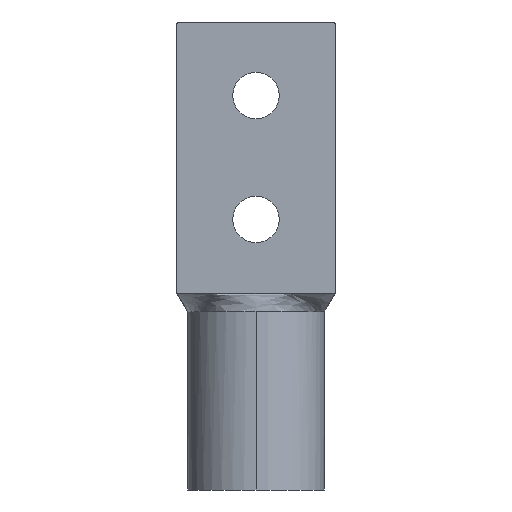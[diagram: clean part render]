
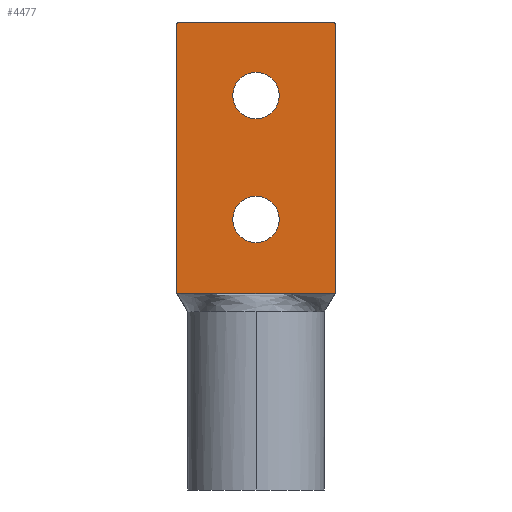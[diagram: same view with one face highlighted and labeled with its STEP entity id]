
A CAD part, front view. The second image highlights one B-rep face of the part: STEP entity #4477.
In plain terms, the highlighted planar face has unit normal (0, -1, 0).
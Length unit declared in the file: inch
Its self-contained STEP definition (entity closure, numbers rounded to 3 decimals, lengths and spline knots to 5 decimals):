
#102 = AXIS2_PLACEMENT_3D ( 'NONE', #1904, #1911, #1912 ) ;
#108 = AXIS2_PLACEMENT_3D ( 'NONE', #1966, #1970, #1971 ) ;
#374 = AXIS2_PLACEMENT_3D ( 'NONE', #3523, #3524, #3525 ) ;
#377 = FACE_BOUND ( 'NONE', #5263, .T. ) ;
#378 = FACE_BOUND ( 'NONE', #5262, .T. ) ;
#382 = FACE_OUTER_BOUND ( 'NONE', #5261, .T. ) ;
#1128 = CARTESIAN_POINT ( 'NONE',  ( -0.62, -0.5525, 3.76 ) ) ;
#1129 = DIRECTION ( 'NONE',  ( 0., -1., 0. ) ) ;
#1130 = DIRECTION ( 'NONE',  ( 0., 0., 1. ) ) ;
#1181 = CARTESIAN_POINT ( 'NONE',  ( 0.62, -0.5525, 3.76 ) ) ;
#1185 = DIRECTION ( 'NONE',  ( 0., -1., 0. ) ) ;
#1186 = DIRECTION ( 'NONE',  ( 0., 0., 1. ) ) ;
#1260 = CARTESIAN_POINT ( 'NONE',  ( 0., -0.5525, 3.18596 ) ) ;
#1264 = DIRECTION ( 'NONE',  ( 0., 1., 0. ) ) ;
#1265 = DIRECTION ( 'NONE',  ( 0., 0., 1. ) ) ;
#1334 = CARTESIAN_POINT ( 'NONE',  ( 0.64, -0.5525, 1.59 ) ) ;
#1338 = LINE ( 'NONE', #1339, #4853 ) ;
#1339 = CARTESIAN_POINT ( 'NONE',  ( 0.64, -0.5525, 3.78 ) ) ;
#1340 = DIRECTION ( 'NONE',  ( 0., 0., -1. ) ) ;
#1341 = LINE ( 'NONE', #1342, #4859 ) ;
#1342 = CARTESIAN_POINT ( 'NONE',  ( -0.64, -0.5525, 3.78 ) ) ;
#1343 = DIRECTION ( 'NONE',  ( 0., 0., -1. ) ) ;
#1344 = LINE ( 'NONE', #1345, #4487 ) ;
#1345 = CARTESIAN_POINT ( 'NONE',  ( 0.64, -0.5525, 3.78 ) ) ;
#1346 = DIRECTION ( 'NONE',  ( -1., 0., 0. ) ) ;
#1347 = CARTESIAN_POINT ( 'NONE',  ( 0.61333, -0.5525, 1.59 ) ) ;
#1348 = CARTESIAN_POINT ( 'NONE',  ( 0.58667, -0.5525, 1.59 ) ) ;
#1349 = CARTESIAN_POINT ( 'NONE',  ( 0.53333, -0.5525, 1.59 ) ) ;
#1350 = CARTESIAN_POINT ( 'NONE',  ( 0.50667, -0.5525, 1.59 ) ) ;
#1351 = CARTESIAN_POINT ( 'NONE',  ( 0.45333, -0.5525, 1.59 ) ) ;
#1352 = CARTESIAN_POINT ( 'NONE',  ( 0.42667, -0.5525, 1.59 ) ) ;
#1353 = CARTESIAN_POINT ( 'NONE',  ( 0.37333, -0.5525, 1.59 ) ) ;
#1354 = CARTESIAN_POINT ( 'NONE',  ( 0.34667, -0.5525, 1.59 ) ) ;
#1355 = CARTESIAN_POINT ( 'NONE',  ( 0.29333, -0.5525, 1.59 ) ) ;
#1356 = CARTESIAN_POINT ( 'NONE',  ( 0.26667, -0.5525, 1.59 ) ) ;
#1357 = CARTESIAN_POINT ( 'NONE',  ( 0.21333, -0.5525, 1.59 ) ) ;
#1358 = CARTESIAN_POINT ( 'NONE',  ( 0.18667, -0.5525, 1.59 ) ) ;
#1359 = CARTESIAN_POINT ( 'NONE',  ( 0.13333, -0.5525, 1.59 ) ) ;
#1360 = CARTESIAN_POINT ( 'NONE',  ( 0.10667, -0.5525, 1.59 ) ) ;
#1361 = CARTESIAN_POINT ( 'NONE',  ( 0.05333, -0.5525, 1.59 ) ) ;
#1362 = CARTESIAN_POINT ( 'NONE',  ( 0.02667, -0.5525, 1.59 ) ) ;
#1363 = CARTESIAN_POINT ( 'NONE',  ( -0.02667, -0.5525, 1.59 ) ) ;
#1364 = CARTESIAN_POINT ( 'NONE',  ( -0.05333, -0.5525, 1.59 ) ) ;
#1365 = CARTESIAN_POINT ( 'NONE',  ( -0.10667, -0.5525, 1.59 ) ) ;
#1366 = CARTESIAN_POINT ( 'NONE',  ( -0.13333, -0.5525, 1.59 ) ) ;
#1367 = CARTESIAN_POINT ( 'NONE',  ( -0.18667, -0.5525, 1.59 ) ) ;
#1368 = CARTESIAN_POINT ( 'NONE',  ( -0.21333, -0.5525, 1.59 ) ) ;
#1369 = CARTESIAN_POINT ( 'NONE',  ( -0.26667, -0.5525, 1.59 ) ) ;
#1370 = CARTESIAN_POINT ( 'NONE',  ( -0.29333, -0.5525, 1.59 ) ) ;
#1371 = CARTESIAN_POINT ( 'NONE',  ( -0.34667, -0.5525, 1.59 ) ) ;
#1372 = CARTESIAN_POINT ( 'NONE',  ( -0.37333, -0.5525, 1.59 ) ) ;
#1373 = CARTESIAN_POINT ( 'NONE',  ( -0.42667, -0.5525, 1.59 ) ) ;
#1374 = CARTESIAN_POINT ( 'NONE',  ( -0.45333, -0.5525, 1.59 ) ) ;
#1375 = CARTESIAN_POINT ( 'NONE',  ( -0.50667, -0.5525, 1.59 ) ) ;
#1376 = CARTESIAN_POINT ( 'NONE',  ( -0.53333, -0.5525, 1.59 ) ) ;
#1377 = CARTESIAN_POINT ( 'NONE',  ( -0.58667, -0.5525, 1.59 ) ) ;
#1378 = CARTESIAN_POINT ( 'NONE',  ( -0.61333, -0.5525, 1.59 ) ) ;
#1379 = CARTESIAN_POINT ( 'NONE',  ( -0.64, -0.5525, 1.59 ) ) ;
#1396 = CARTESIAN_POINT ( 'NONE',  ( 0., -0.5525, 2.18596 ) ) ;
#1397 = DIRECTION ( 'NONE',  ( 0., 1., 0. ) ) ;
#1398 = DIRECTION ( 'NONE',  ( 0., 0., 1. ) ) ;
#1904 = CARTESIAN_POINT ( 'NONE',  ( 0., -0.5525, 2.18596 ) ) ;
#1911 = DIRECTION ( 'NONE',  ( 0., 1., 0. ) ) ;
#1912 = DIRECTION ( 'NONE',  ( 0., 0., 1. ) ) ;
#1966 = CARTESIAN_POINT ( 'NONE',  ( 0., -0.5525, 3.18596 ) ) ;
#1970 = DIRECTION ( 'NONE',  ( 0., 1., 0. ) ) ;
#1971 = DIRECTION ( 'NONE',  ( 0., 0., 1. ) ) ;
#3071 = CARTESIAN_POINT ( 'NONE',  ( 0., -0.5525, 3.37346 ) ) ;
#3077 = CARTESIAN_POINT ( 'NONE',  ( 0., -0.5525, 2.99846 ) ) ;
#3098 = CARTESIAN_POINT ( 'NONE',  ( 0., -0.5525, 2.37346 ) ) ;
#3113 = CARTESIAN_POINT ( 'NONE',  ( 0., -0.5525, 1.99846 ) ) ;
#3184 = CARTESIAN_POINT ( 'NONE',  ( -0.64, -0.5525, 1.59 ) ) ;
#3187 = CARTESIAN_POINT ( 'NONE',  ( 0.64, -0.5525, 1.59 ) ) ;
#3193 = CARTESIAN_POINT ( 'NONE',  ( -0.62, -0.5525, 3.78 ) ) ;
#3194 = CARTESIAN_POINT ( 'NONE',  ( 0.62, -0.5525, 3.78 ) ) ;
#3195 = CARTESIAN_POINT ( 'NONE',  ( -0.64, -0.5525, 3.76 ) ) ;
#3196 = CARTESIAN_POINT ( 'NONE',  ( 0.64, -0.5525, 3.76 ) ) ;
#3522 = PLANE ( 'NONE',  #374 ) ;
#3523 = CARTESIAN_POINT ( 'NONE',  ( 0.64, -0.5525, 3.78 ) ) ;
#3524 = DIRECTION ( 'NONE',  ( 0., 1., 0. ) ) ;
#3525 = DIRECTION ( 'NONE',  ( 0., 0., 1. ) ) ;
#3724 = AXIS2_PLACEMENT_3D ( 'NONE', #1128, #1129, #1130 ) ;
#3727 = AXIS2_PLACEMENT_3D ( 'NONE', #1181, #1185, #1186 ) ;
#3763 = EDGE_CURVE ( 'NONE', #4184, #4186, #4439, .T. ) ;
#3770 = EDGE_CURVE ( 'NONE', #4187, #4185, #4440, .T. ) ;
#3784 = EDGE_CURVE ( 'NONE', #5064, #5070, #4441, .T. ) ;
#3793 = EDGE_CURVE ( 'NONE', #4187, #4178, #1338, .T. ) ;
#3794 = EDGE_CURVE ( 'NONE', #4186, #4175, #1341, .T. ) ;
#3795 = EDGE_CURVE ( 'NONE', #4185, #4184, #1344, .T. ) ;
#3796 = EDGE_CURVE ( 'NONE', #4178, #4175, #4798, .T. ) ;
#3801 = EDGE_CURVE ( 'NONE', #5091, #5106, #4443, .T. ) ;
#4175 = VERTEX_POINT ( 'NONE', #3184 ) ;
#4178 = VERTEX_POINT ( 'NONE', #3187 ) ;
#4184 = VERTEX_POINT ( 'NONE', #3193 ) ;
#4185 = VERTEX_POINT ( 'NONE', #3194 ) ;
#4186 = VERTEX_POINT ( 'NONE', #3195 ) ;
#4187 = VERTEX_POINT ( 'NONE', #3196 ) ;
#4439 = CIRCLE ( 'NONE', #3724, 0.02 ) ;
#4440 = CIRCLE ( 'NONE', #3727, 0.02 ) ;
#4441 = CIRCLE ( 'NONE', #4854, 0.1875 ) ;
#4443 = CIRCLE ( 'NONE', #4486, 0.1875 ) ;
#4449 = CIRCLE ( 'NONE', #102, 0.1875 ) ;
#4455 = CIRCLE ( 'NONE', #108, 0.1875 ) ;
#4477 = ADVANCED_FACE ( 'NONE', ( #377, #378, #382 ), #3522, .F. ) ;
#4486 = AXIS2_PLACEMENT_3D ( 'NONE', #1396, #1397, #1398 ) ;
#4487 = VECTOR ( 'NONE', #1346, 39.37008 ) ;
#4623 = EDGE_CURVE ( 'NONE', #5106, #5091, #4449, .T. ) ;
#4635 = EDGE_CURVE ( 'NONE', #5070, #5064, #4455, .T. ) ;
#4798 = B_SPLINE_CURVE_WITH_KNOTS ( 'NONE', 3,
 ( #1334, #1347, #1348, #1349, #1350, #1351, #1352, #1353, #1354, #1355, #1356, #1357, #1358, #1359, #1360, #1361, #1362, #1363, #1364, #1365, #1366, #1367, #1368, #1369, #1370, #1371, #1372, #1373, #1374, #1375, #1376, #1377, #1378, #1379 ),
 .UNSPECIFIED., .F., .F.,
 ( 4, 2, 2, 2, 2, 2, 2, 2, 2, 2, 2, 2, 2, 2, 2, 2, 4 ),
 ( 0., 0.0625, 0.125, 0.1875, 0.25, 0.3125, 0.375, 0.4375, 0.5, 0.5625, 0.625, 0.6875, 0.75, 0.8125, 0.875, 0.9375, 1. ),
 .UNSPECIFIED. ) ;
#4853 = VECTOR ( 'NONE', #1340, 39.37008 ) ;
#4854 = AXIS2_PLACEMENT_3D ( 'NONE', #1260, #1264, #1265 ) ;
#4859 = VECTOR ( 'NONE', #1343, 39.37008 ) ;
#4936 = ORIENTED_EDGE ( 'NONE', *, *, #3801, .T. ) ;
#4937 = ORIENTED_EDGE ( 'NONE', *, *, #3784, .T. ) ;
#4938 = ORIENTED_EDGE ( 'NONE', *, *, #3795, .T. ) ;
#4939 = ORIENTED_EDGE ( 'NONE', *, *, #4623, .T. ) ;
#4940 = ORIENTED_EDGE ( 'NONE', *, *, #3794, .T. ) ;
#4941 = ORIENTED_EDGE ( 'NONE', *, *, #4635, .T. ) ;
#4942 = ORIENTED_EDGE ( 'NONE', *, *, #3763, .T. ) ;
#4943 = ORIENTED_EDGE ( 'NONE', *, *, #3796, .F. ) ;
#4944 = ORIENTED_EDGE ( 'NONE', *, *, #3793, .F. ) ;
#4946 = ORIENTED_EDGE ( 'NONE', *, *, #3770, .T. ) ;
#5064 = VERTEX_POINT ( 'NONE', #3071 ) ;
#5070 = VERTEX_POINT ( 'NONE', #3077 ) ;
#5091 = VERTEX_POINT ( 'NONE', #3098 ) ;
#5106 = VERTEX_POINT ( 'NONE', #3113 ) ;
#5261 = EDGE_LOOP ( 'NONE', ( #4938, #4942, #4940, #4943, #4944, #4946 ) ) ;
#5262 = EDGE_LOOP ( 'NONE', ( #4937, #4941 ) ) ;
#5263 = EDGE_LOOP ( 'NONE', ( #4936, #4939 ) ) ;
